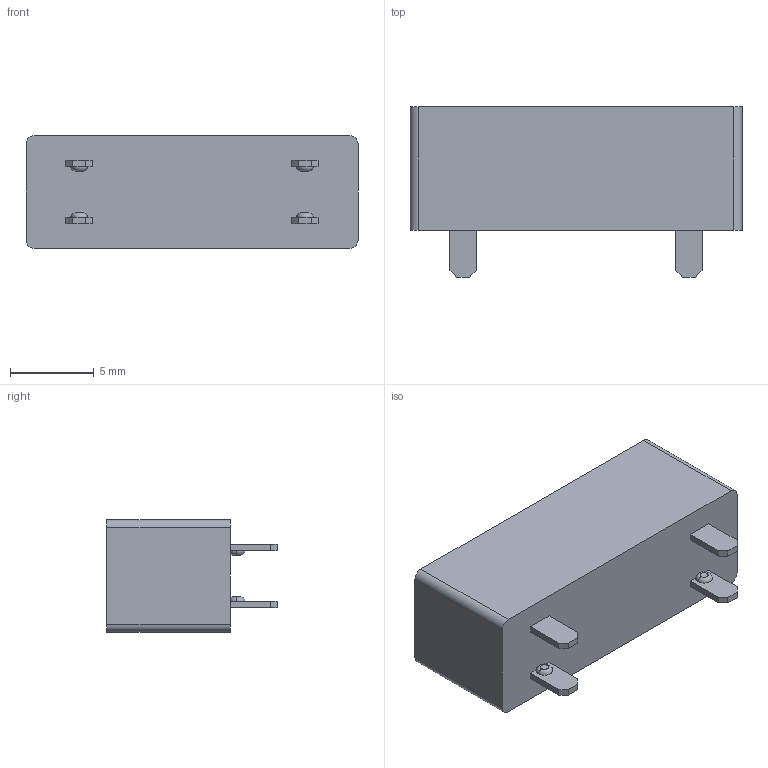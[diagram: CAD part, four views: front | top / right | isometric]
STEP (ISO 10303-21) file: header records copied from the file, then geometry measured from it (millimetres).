
FILE_DESCRIPTION (( 'STEP AP214' ), '1' );
FILE_NAME ('3557-2.STEP', '2023-01-24T00:38:04', ( '' ), ( '' ), 'SwSTEP 2.0', 'SolidWorks 2021', '' );
FILE_SCHEMA (( 'AUTOMOTIVE_DESIGN' ));
Length unit declared in the file: millimetre
Products named in the file (1): 3557-2
Bounding box: 19.81 x 10.16 x 6.73 mm (x, y, z)
Volume: 639.2 mm3; surface area: 1427 mm2
Topology: 1 solids, 1 shells, 133 faces, 372 edges, 248 vertices
Faces by surface type: plane 97, cylinder 28, torus 8
Entity records: 4689 total; most frequent: CARTESIAN_POINT 806, ORIENTED_EDGE 744, DIRECTION 720, EDGE_CURVE 372, LINE 284, VECTOR 284, VERTEX_POINT 248, AXIS2_PLACEMENT_3D 218
